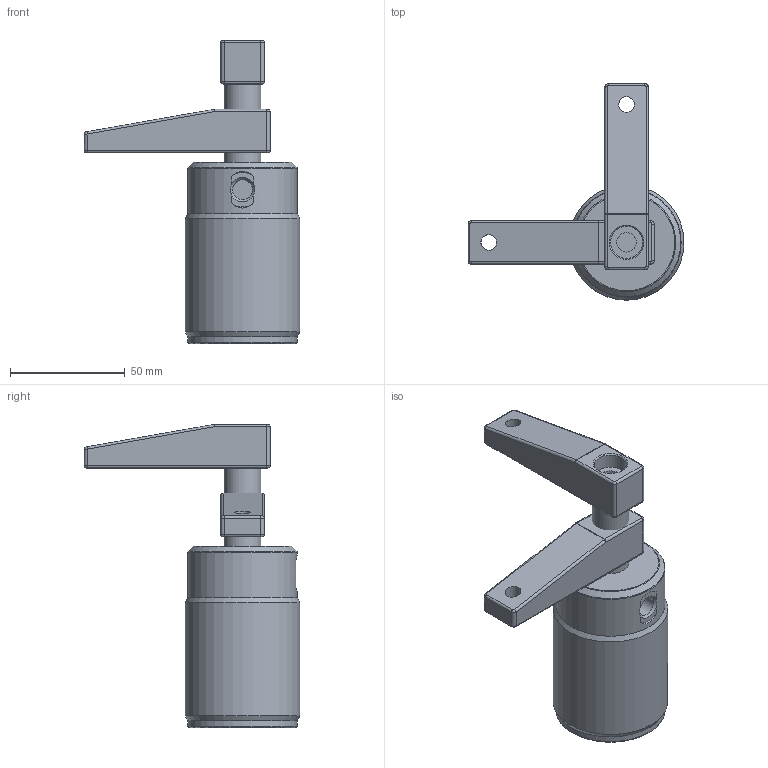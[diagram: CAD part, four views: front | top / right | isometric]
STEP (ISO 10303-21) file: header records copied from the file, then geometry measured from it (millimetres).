
FILE_DESCRIPTION(/* description */ (''),/* implementation_level */ '2;1');
FILE_NAME(/* name */ 'SCT-32(CF)',/* time_stamp */ '2009-06-29T08:25:42+08:00',/* author */ (''),/* organization */ (''),/* preprocessor_version */ 'ST-DEVELOPER v9',/* originating_system */ 'EDS PLM SOLUTIONS - UNIGRAPHICS NX 2.0',/* authorisation */ '');
FILE_SCHEMA (('AUTOMOTIVE_DESIGN { 1 0 10303 214 0 1 1 1 }'));
Length unit declared in the file: millimetre
Products named in the file (1): thorCB18z53v
Bounding box: 94 x 94 x 132 mm (x, y, z)
Volume: 198904.4 mm3; surface area: 31527.5 mm2
Topology: 3 solids, 3 shells, 99 faces, 216 edges, 125 vertices
Faces by surface type: cylinder 43, plane 24, bspline 16, cone 9, sphere 4, torus 3
Full cylindrical faces by diameter (mm): 6.8 x2, 8.5 x2, 8.7 x2, 14 x2, 16 x2, 47.5 x2, 50 x1
Entity records: 2698 total; most frequent: CARTESIAN_POINT 638, DIRECTION 458, ORIENTED_EDGE 362, AXIS2_PLACEMENT_3D 197, EDGE_CURVE 181, EDGE_LOOP 136, VERTEX_POINT 117, CIRCLE 103
